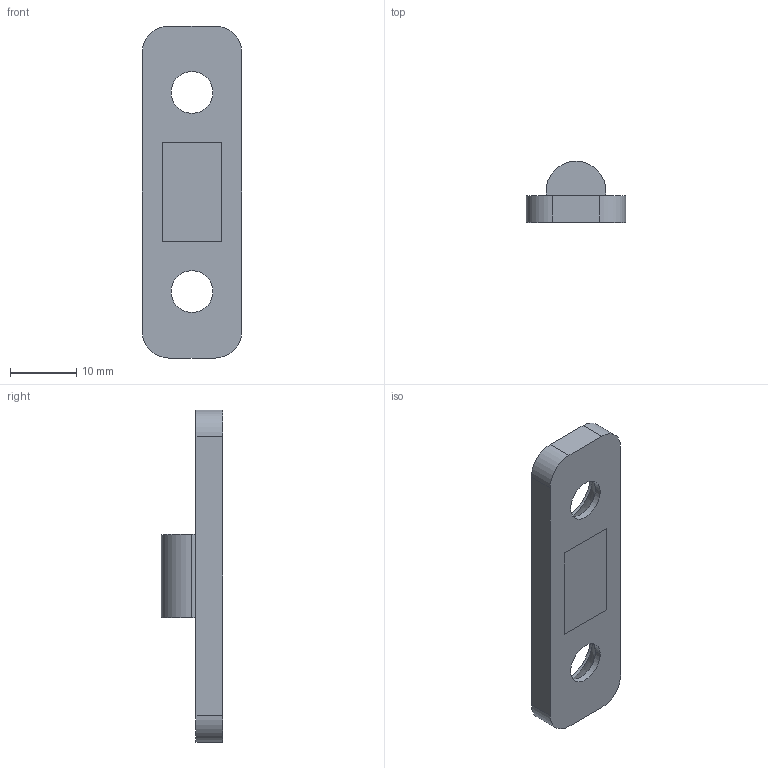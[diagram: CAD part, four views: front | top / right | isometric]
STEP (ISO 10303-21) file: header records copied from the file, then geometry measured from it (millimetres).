
FILE_DESCRIPTION(('STEP AP214'),'1');
FILE_NAME('HALDERN_EH_25160_0810.stp','2020-02-28T09:42:47',('TraceParts'),('TraceParts S.A.'),'Spatial InterOp 3D',' ',' ');
FILE_SCHEMA(('AUTOMOTIVE_DESIGN { 1 0 10303 214 1 1 1 1 }'));
Length unit declared in the file: millimetre
Products named in the file (1): HALDERN_EH_25160_0810_1
Bounding box: 15 x 9.2 x 50 mm (x, y, z)
Volume: 3003.4 mm3; surface area: 2533.5 mm2
Topology: 2 solids, 2 shells, 44 faces, 112 edges, 72 vertices
Faces by surface type: plane 25, cylinder 15, cone 4
Entity records: 1706 total; most frequent: DIRECTION 234, CARTESIAN_POINT 230, ORIENTED_EDGE 224, EDGE_CURVE 112, LINE 82, VECTOR 82, AXIS2_PLACEMENT_3D 76, VERTEX_POINT 72
